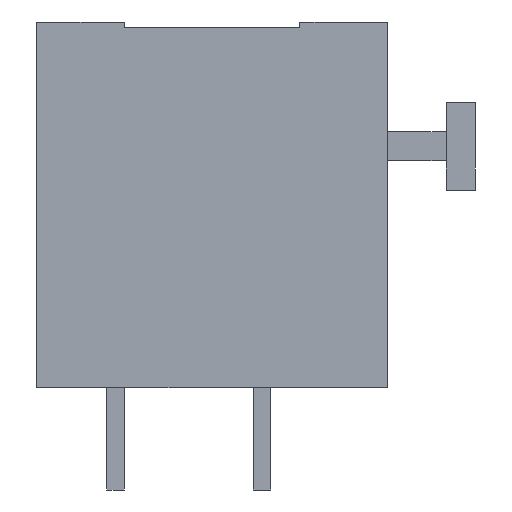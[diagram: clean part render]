
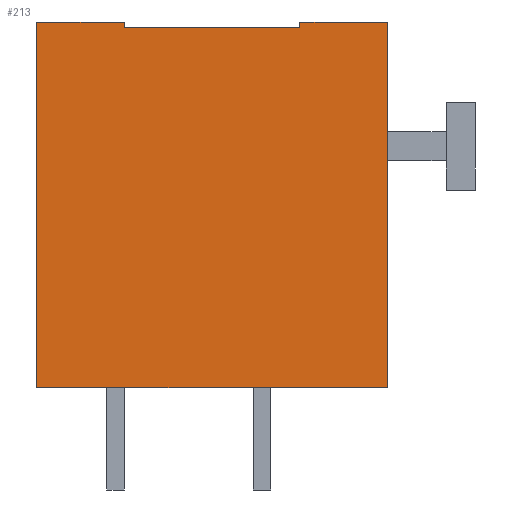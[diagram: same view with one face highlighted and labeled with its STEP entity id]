
A CAD part, front view. The second image highlights one B-rep face of the part: STEP entity #213.
In plain terms, the highlighted planar face has unit normal (0, -1, 0).
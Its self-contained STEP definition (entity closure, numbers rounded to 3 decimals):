
#213=ADVANCED_FACE('',(#394),#395,.F.);
#394=FACE_OUTER_BOUND('',#552,.T.);
#395=PLANE('',#553);
#552=EDGE_LOOP('',(#934,#935,#936,#937,#938,#939,#940,#941));
#553=AXIS2_PLACEMENT_3D('',#942,#943,#944);
#934=ORIENTED_EDGE('',*,*,#1118,.F.);
#935=ORIENTED_EDGE('',*,*,#1110,.F.);
#936=ORIENTED_EDGE('',*,*,#1094,.T.);
#937=ORIENTED_EDGE('',*,*,#1116,.T.);
#938=ORIENTED_EDGE('',*,*,#1101,.F.);
#939=ORIENTED_EDGE('',*,*,#1114,.F.);
#940=ORIENTED_EDGE('',*,*,#1119,.F.);
#941=ORIENTED_EDGE('',*,*,#1120,.T.);
#942=CARTESIAN_POINT('',(-25.0,-2.5,20.139));
#943=DIRECTION('',(0.0,1.0,0.0));
#944=DIRECTION('',(0.0,0.0,1.0));
#1094=EDGE_CURVE('',#1310,#1308,#1311,.T.);
#1101=EDGE_CURVE('',#1321,#1316,#1323,.T.);
#1110=EDGE_CURVE('',#1310,#1336,#1337,.T.);
#1114=EDGE_CURVE('',#1340,#1321,#1342,.T.);
#1116=EDGE_CURVE('',#1308,#1316,#1344,.T.);
#1118=EDGE_CURVE('',#1336,#1346,#1347,.T.);
#1119=EDGE_CURVE('',#1348,#1340,#1349,.T.);
#1120=EDGE_CURVE('',#1348,#1346,#1350,.T.);
#1308=VERTEX_POINT('',#1622);
#1310=VERTEX_POINT('',#1625);
#1311=LINE('',#1626,#1627);
#1316=VERTEX_POINT('',#1634);
#1321=VERTEX_POINT('',#1641);
#1323=LINE('',#1644,#1645);
#1336=VERTEX_POINT('',#1664);
#1337=LINE('',#1665,#1666);
#1340=VERTEX_POINT('',#1670);
#1342=LINE('',#1673,#1674);
#1344=LINE('',#1676,#1677);
#1346=VERTEX_POINT('',#1679);
#1347=LINE('',#1680,#1681);
#1348=VERTEX_POINT('',#1682);
#1349=LINE('',#1683,#1684);
#1350=LINE('',#1685,#1686);
#1622=CARTESIAN_POINT('',(-25.0,-2.5,7.639));
#1625=CARTESIAN_POINT('',(-25.0,-2.5,20.139));
#1626=CARTESIAN_POINT('',(-25.0,-2.5,20.139));
#1627=VECTOR('',#1785,1.0);
#1634=CARTESIAN_POINT('',(-13.0,-2.5,7.639));
#1641=CARTESIAN_POINT('',(-13.0,-2.5,20.139));
#1644=CARTESIAN_POINT('',(-13.0,-2.5,20.139));
#1645=VECTOR('',#1791,1.0);
#1664=CARTESIAN_POINT('',(-22.0,-2.5,20.139));
#1665=CARTESIAN_POINT('',(-25.0,-2.5,20.139));
#1666=VECTOR('',#1798,1.0);
#1670=CARTESIAN_POINT('',(-16.0,-2.5,20.139));
#1673=CARTESIAN_POINT('',(-25.0,-2.5,20.139));
#1674=VECTOR('',#1801,1.0);
#1676=CARTESIAN_POINT('',(-25.0,-2.5,7.639));
#1677=VECTOR('',#1802,1.0);
#1679=CARTESIAN_POINT('',(-22.0,-2.5,19.939));
#1680=CARTESIAN_POINT('',(-22.0,-2.5,20.139));
#1681=VECTOR('',#1803,1.0);
#1682=CARTESIAN_POINT('',(-16.0,-2.5,19.939));
#1683=CARTESIAN_POINT('',(-16.0,-2.5,20.139));
#1684=VECTOR('',#1804,1.0);
#1685=CARTESIAN_POINT('',(-25.0,-2.5,19.939));
#1686=VECTOR('',#1805,1.0);
#1785=DIRECTION('',(0.0,0.0,-1.0));
#1791=DIRECTION('',(0.0,0.0,-1.0));
#1798=DIRECTION('',(1.0,0.0,0.0));
#1801=DIRECTION('',(1.0,0.0,0.0));
#1802=DIRECTION('',(1.0,0.0,0.0));
#1803=DIRECTION('',(0.0,0.0,-1.0));
#1804=DIRECTION('',(0.0,0.0,1.0));
#1805=DIRECTION('',(-1.0,0.0,0.0));
